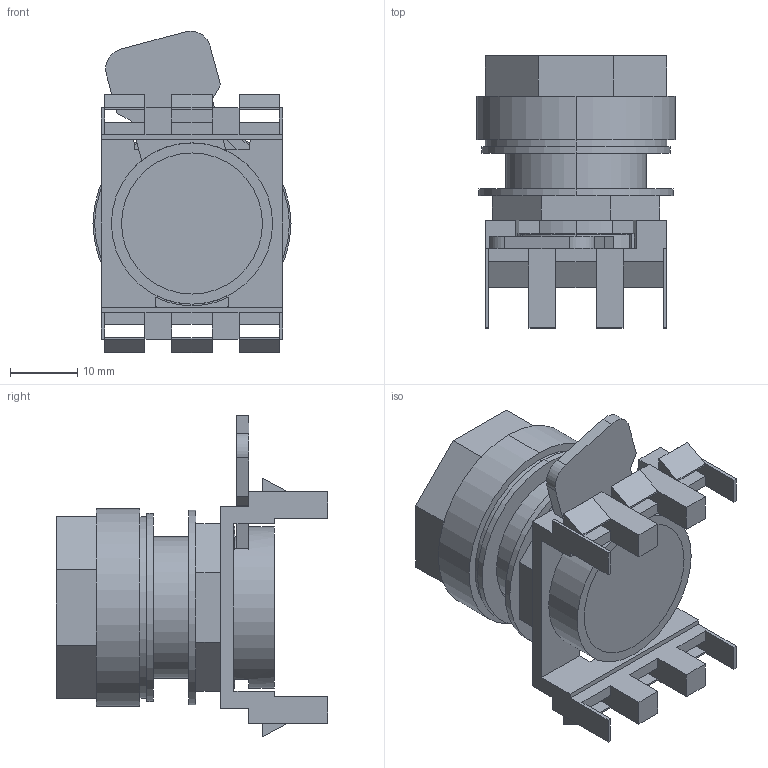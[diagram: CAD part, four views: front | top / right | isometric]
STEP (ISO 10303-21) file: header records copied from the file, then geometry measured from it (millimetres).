
FILE_DESCRIPTION (( 'STEP AP214' ), '1' );
FILE_NAME ('E22PPB1.step', '2018-07-05T19:33:23', ( '' ), ( '' ), 'SwSTEP 2.0', 'SolidWorks 2017', '' );
FILE_SCHEMA (( 'AUTOMOTIVE_DESIGN' ));
Length unit declared in the file: millimetre
Products named in the file (1): E22PPB1
Bounding box: 29.5 x 40.5 x 47.88 mm (x, y, z)
Volume: 19639.5 mm3; surface area: 12603.7 mm2
Topology: 6 solids, 6 shells, 175 faces, 493 edges, 316 vertices
Faces by surface type: plane 145, cylinder 28, torus 2
Entity records: 5690 total; most frequent: ORIENTED_EDGE 986, CARTESIAN_POINT 985, DIRECTION 921, EDGE_CURVE 493, LINE 417, VECTOR 417, VERTEX_POINT 316, AXIS2_PLACEMENT_3D 252
